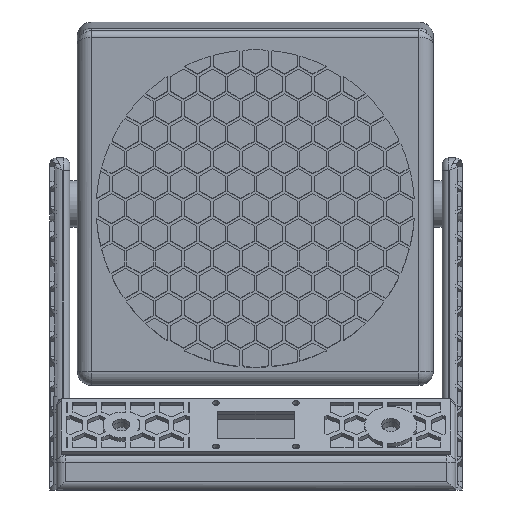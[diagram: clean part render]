
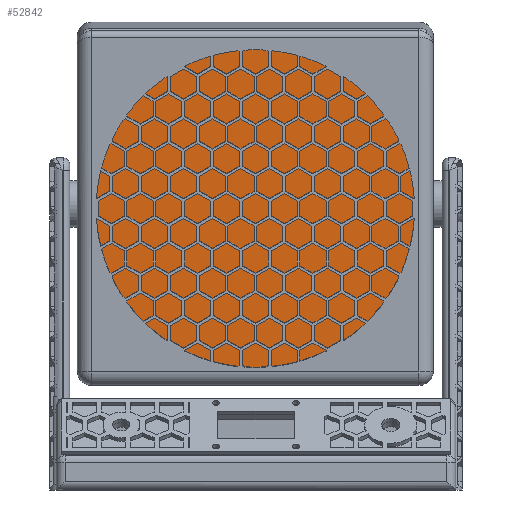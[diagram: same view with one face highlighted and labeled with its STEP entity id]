
A CAD part, front view. The second image highlights one B-rep face of the part: STEP entity #52842.
In plain terms, the highlighted face is planar.
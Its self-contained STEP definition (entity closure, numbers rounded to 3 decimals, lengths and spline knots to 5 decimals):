
#13626=ORIENTED_EDGE('',*,*,#22166,.T.);
#13627=ORIENTED_EDGE('',*,*,#22176,.T.);
#13628=ORIENTED_EDGE('',*,*,#22173,.F.);
#13629=ORIENTED_EDGE('',*,*,#22170,.F.);
#22166=EDGE_CURVE('',#27497,#27498,#34107,.T.);
#22170=EDGE_CURVE('',#27497,#27501,#34111,.T.);
#22173=EDGE_CURVE('',#27501,#27503,#34114,.T.);
#22176=EDGE_CURVE('',#27498,#27503,#34117,.T.);
#27497=VERTEX_POINT('',#82650);
#27498=VERTEX_POINT('',#82651);
#27501=VERTEX_POINT('',#82659);
#27503=VERTEX_POINT('',#82665);
#34107=LINE('',#82649,#40897);
#34111=LINE('',#82658,#40901);
#34114=LINE('',#82664,#40904);
#34117=LINE('',#82670,#40907);
#40897=VECTOR('',#67664,1.);
#40901=VECTOR('',#67670,1.);
#40904=VECTOR('',#67675,1.);
#40907=VECTOR('',#67680,1.);
#44608=EDGE_LOOP('',(#13626,#13627,#13628,#13629));
#47859=FACE_BOUND('',#44608,.T.);
#50319=PLANE('',#55962);
#52842=ADVANCED_FACE('',(#47859),#50319,.F.);
#55962=AXIS2_PLACEMENT_3D('',#82673,#67684,#67685);
#67664=DIRECTION('',(0.,1.,0.));
#67670=DIRECTION('',(1.,0.,0.));
#67675=DIRECTION('',(0.,1.,0.));
#67680=DIRECTION('',(1.,0.,0.));
#67684=DIRECTION('',(0.,0.,1.));
#67685=DIRECTION('',(1.,0.,0.));
#82649=CARTESIAN_POINT('',(0.,0.065,0.));
#82650=CARTESIAN_POINT('',(0.,0.,0.));
#82651=CARTESIAN_POINT('',(0.,0.13,0.));
#82658=CARTESIAN_POINT('',(0.065,0.,0.));
#82659=CARTESIAN_POINT('',(0.13,0.,0.));
#82664=CARTESIAN_POINT('',(0.13,0.065,0.));
#82665=CARTESIAN_POINT('',(0.13,0.13,0.));
#82670=CARTESIAN_POINT('',(0.065,0.13,0.));
#82673=CARTESIAN_POINT('',(0.065,0.065,0.));
